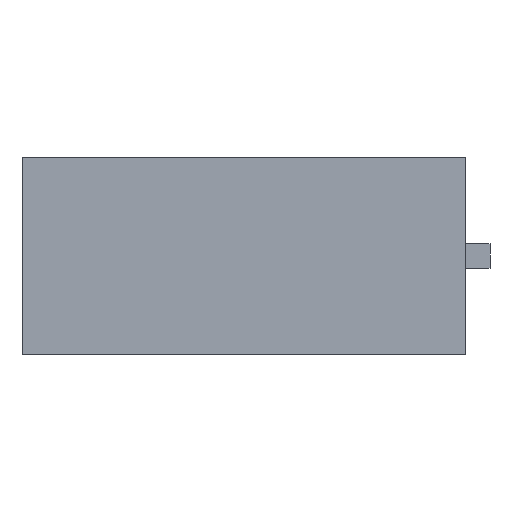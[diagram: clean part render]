
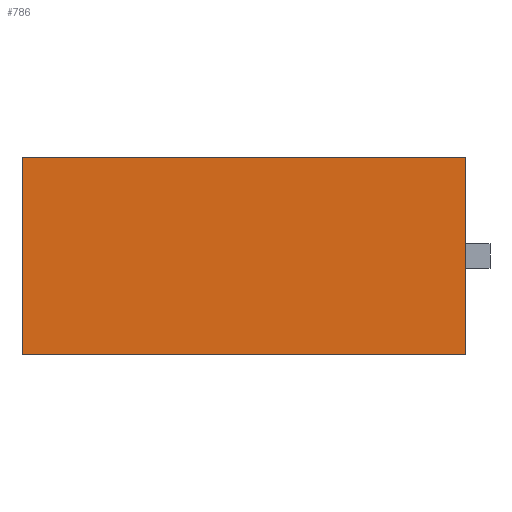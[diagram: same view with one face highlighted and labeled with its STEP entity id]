
A CAD part, top view. The second image highlights one B-rep face of the part: STEP entity #786.
In plain terms, the highlighted planar face has unit normal (0, 0, 1).
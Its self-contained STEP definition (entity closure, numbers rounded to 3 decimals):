
#773=AXIS2_PLACEMENT_3D('Plane Axis2P3D',#770,#771,#772) ;
#596=CARTESIAN_POINT('Vertex',(0.,0.,4.7)) ;
#599=CARTESIAN_POINT('Line Origine',(0.,6.,4.7)) ;
#603=CARTESIAN_POINT('Vertex',(0.,12.,4.7)) ;
#625=CARTESIAN_POINT('Line Origine',(13.5,12.,4.7)) ;
#629=CARTESIAN_POINT('Vertex',(27.,12.,4.7)) ;
#653=CARTESIAN_POINT('Vertex',(27.,0.,4.7)) ;
#656=CARTESIAN_POINT('Line Origine',(13.5,0.,4.7)) ;
#770=CARTESIAN_POINT('Axis2P3D Location',(27.,6.,4.7)) ;
#775=CARTESIAN_POINT('Line Origine',(27.,6.,4.7)) ;
#600=DIRECTION('Vector Direction',(0.,-1.,0.)) ;
#626=DIRECTION('Vector Direction',(-1.,0.,0.)) ;
#657=DIRECTION('Vector Direction',(-1.,0.,0.)) ;
#771=DIRECTION('Axis2P3D Direction',(0.,0.,1.)) ;
#772=DIRECTION('Axis2P3D XDirection',(-1.,0.,0.)) ;
#776=DIRECTION('Vector Direction',(0.,-1.,0.)) ;
#601=VECTOR('Line Direction',#600,1.) ;
#627=VECTOR('Line Direction',#626,1.) ;
#658=VECTOR('Line Direction',#657,1.) ;
#777=VECTOR('Line Direction',#776,1.) ;
#781=ORIENTED_EDGE('',*,*,#660,.T.) ;
#782=ORIENTED_EDGE('',*,*,#779,.F.) ;
#783=ORIENTED_EDGE('',*,*,#631,.F.) ;
#784=ORIENTED_EDGE('',*,*,#605,.T.) ;
#786=ADVANCED_FACE('S3D - gedreht',(#785),#774,.T.) ;
#605=EDGE_CURVE('',#604,#597,#602,.T.) ;
#631=EDGE_CURVE('',#604,#630,#628,.F.) ;
#660=EDGE_CURVE('',#597,#654,#659,.F.) ;
#779=EDGE_CURVE('',#630,#654,#778,.T.) ;
#780=EDGE_LOOP('',(#781,#782,#783,#784)) ;
#785=FACE_OUTER_BOUND('',#780,.T.) ;
#602=LINE('Line',#599,#601) ;
#628=LINE('Line',#625,#627) ;
#659=LINE('Line',#656,#658) ;
#778=LINE('Line',#775,#777) ;
#774=PLANE('',#773) ;
#597=VERTEX_POINT('',#596) ;
#604=VERTEX_POINT('',#603) ;
#630=VERTEX_POINT('',#629) ;
#654=VERTEX_POINT('',#653) ;
